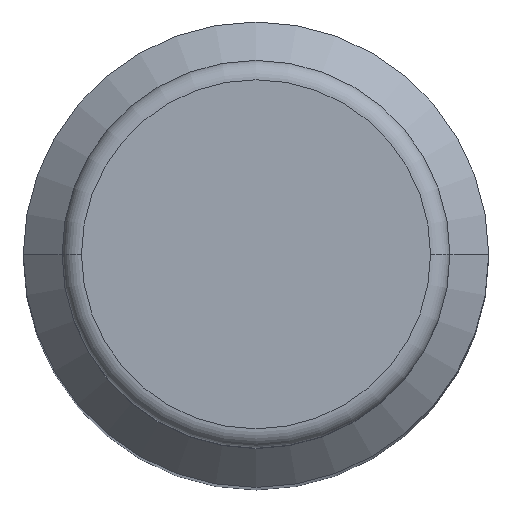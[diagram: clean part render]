
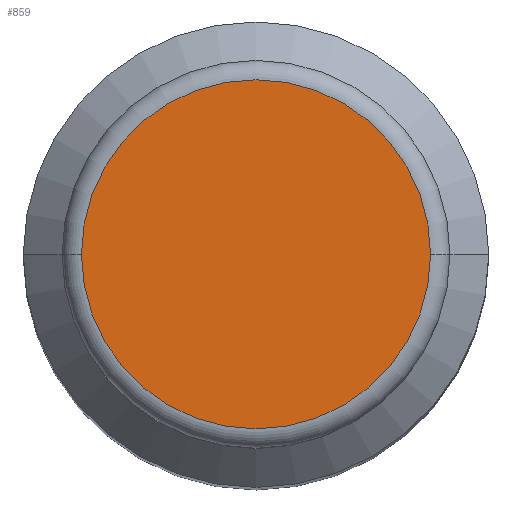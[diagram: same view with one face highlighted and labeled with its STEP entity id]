
A CAD part, top view. The second image highlights one B-rep face of the part: STEP entity #859.
In plain terms, the highlighted planar face has unit normal (0, 0, 1).
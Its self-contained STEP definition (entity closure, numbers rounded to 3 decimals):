
#131=CARTESIAN_POINT('',(0.,0.,45.));
#132=DIRECTION('',(0.,0.,1.));
#133=DIRECTION('',(-1.,0.,0.));
#134=AXIS2_PLACEMENT_3D('',#131,#132,#133);
#139=CARTESIAN_POINT('',(0.,0.,45.));
#140=DIRECTION('',(0.,0.,1.));
#141=DIRECTION('',(1.,0.,0.));
#142=AXIS2_PLACEMENT_3D('',#139,#140,#141);
#780=CARTESIAN_POINT('',(-4.5,0.,45.));
#781=CARTESIAN_POINT('',(4.5,0.,45.));
#782=VERTEX_POINT('',#780);
#783=VERTEX_POINT('',#781);
#849=CARTESIAN_POINT('',(0.,0.,45.));
#850=DIRECTION('',(0.,0.,1.));
#851=DIRECTION('',(1.,0.,0.));
#852=AXIS2_PLACEMENT_3D('',#849,#850,#851);
#853=PLANE('',#852);
#855=ORIENTED_EDGE('',*,*,#854,.F.);
#856=ORIENTED_EDGE('',*,*,#839,.F.);
#857=EDGE_LOOP('',(#855,#856));
#858=FACE_OUTER_BOUND('',#857,.F.);
#859=ADVANCED_FACE('',(#858),#853,.T.);
#135=CIRCLE('',#134,4.5);
#143=CIRCLE('',#142,4.5);
#839=EDGE_CURVE('',#783,#782,#143,.T.);
#854=EDGE_CURVE('',#782,#783,#135,.T.);
